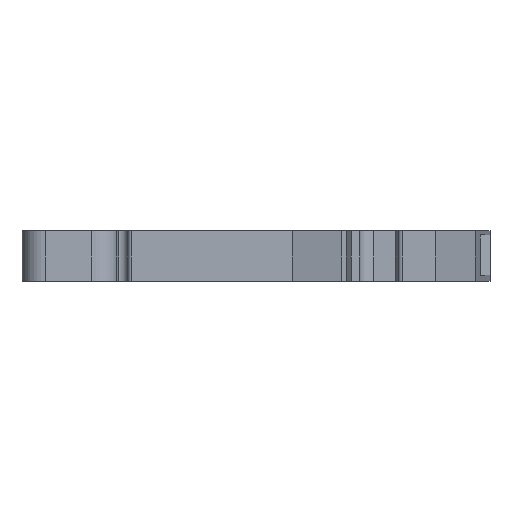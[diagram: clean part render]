
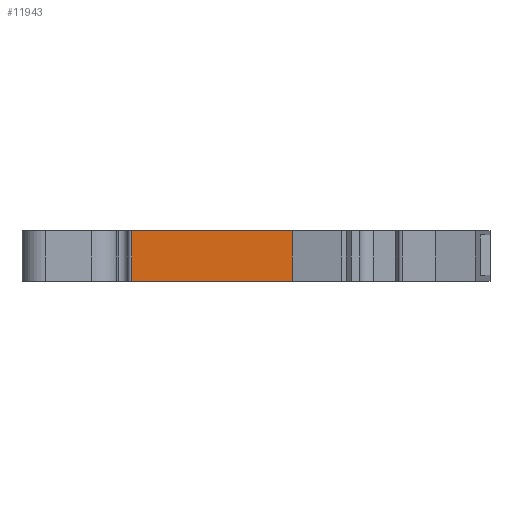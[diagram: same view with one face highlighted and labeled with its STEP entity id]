
A CAD part, front view. The second image highlights one B-rep face of the part: STEP entity #11943.
In plain terms, the highlighted planar face has unit normal (0, -1, 0).
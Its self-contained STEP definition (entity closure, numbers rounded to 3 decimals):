
#548 = ORIENTED_EDGE ( 'NONE', *, *, #1825, .F. ) ;
#1527 = VERTEX_POINT ( 'NONE', #16868 ) ;
#1825 = EDGE_CURVE ( 'NONE', #13501, #14527, #12950, .T. ) ;
#1868 = VECTOR ( 'NONE', #10107, 1000. ) ;
#1869 = CARTESIAN_POINT ( 'NONE',  ( 0., 0., -3. ) ) ;
#4032 = EDGE_CURVE ( 'NONE', #1527, #13501, #16067, .T. ) ;
#4125 = CARTESIAN_POINT ( 'NONE',  ( 0., 0., 3. ) ) ;
#4639 = FACE_OUTER_BOUND ( 'NONE', #10571, .T. ) ;
#5531 = DIRECTION ( 'NONE',  ( -1., 0., 0. ) ) ;
#5635 = VECTOR ( 'NONE', #6069, 1000. ) ;
#6069 = DIRECTION ( 'NONE',  ( 0., 0., 1. ) ) ;
#6344 = VECTOR ( 'NONE', #14226, 1000. ) ;
#6591 = CARTESIAN_POINT ( 'NONE',  ( -15.1, 0., 3. ) ) ;
#8783 = AXIS2_PLACEMENT_3D ( 'NONE', #4125, #13687, #5531 ) ;
#8863 = CARTESIAN_POINT ( 'NONE',  ( -15.1, 0., 3. ) ) ;
#9094 = CARTESIAN_POINT ( 'NONE',  ( 4., 0., 3. ) ) ;
#10107 = DIRECTION ( 'NONE',  ( 1., 0., 0. ) ) ;
#10527 = CARTESIAN_POINT ( 'NONE',  ( 0., 0., 3. ) ) ;
#10571 = EDGE_LOOP ( 'NONE', ( #16084, #16595, #548, #11396 ) ) ;
#11396 = ORIENTED_EDGE ( 'NONE', *, *, #4032, .F. ) ;
#11801 = CARTESIAN_POINT ( 'NONE',  ( 4., 0., -3. ) ) ;
#11885 = DIRECTION ( 'NONE',  ( 1., 0., 0. ) ) ;
#11943 = ADVANCED_FACE ( 'NONE', ( #4639 ), #16364, .F. ) ;
#12297 = VERTEX_POINT ( 'NONE', #11801 ) ;
#12950 = LINE ( 'NONE', #10527, #16174 ) ;
#13501 = VERTEX_POINT ( 'NONE', #6591 ) ;
#13687 = DIRECTION ( 'NONE',  ( 0., 1., 0. ) ) ;
#14226 = DIRECTION ( 'NONE',  ( 0., 0., -1. ) ) ;
#14527 = VERTEX_POINT ( 'NONE', #9094 ) ;
#14640 = EDGE_CURVE ( 'NONE', #14527, #12297, #16747, .T. ) ;
#15698 = CARTESIAN_POINT ( 'NONE',  ( 4., 0., -12.804 ) ) ;
#16029 = LINE ( 'NONE', #1869, #1868 ) ;
#16067 = LINE ( 'NONE', #8863, #5635 ) ;
#16084 = ORIENTED_EDGE ( 'NONE', *, *, #17590, .T. ) ;
#16174 = VECTOR ( 'NONE', #11885, 1000. ) ;
#16364 = PLANE ( 'NONE',  #8783 ) ;
#16595 = ORIENTED_EDGE ( 'NONE', *, *, #14640, .F. ) ;
#16747 = LINE ( 'NONE', #15698, #6344 ) ;
#16868 = CARTESIAN_POINT ( 'NONE',  ( -15.1, 0., -3. ) ) ;
#17590 = EDGE_CURVE ( 'NONE', #1527, #12297, #16029, .T. ) ;
